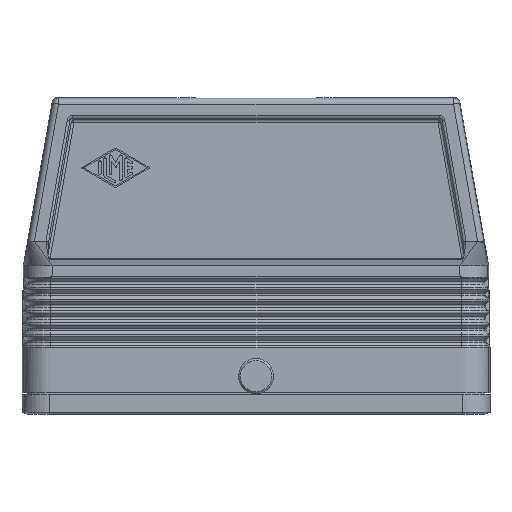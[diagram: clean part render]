
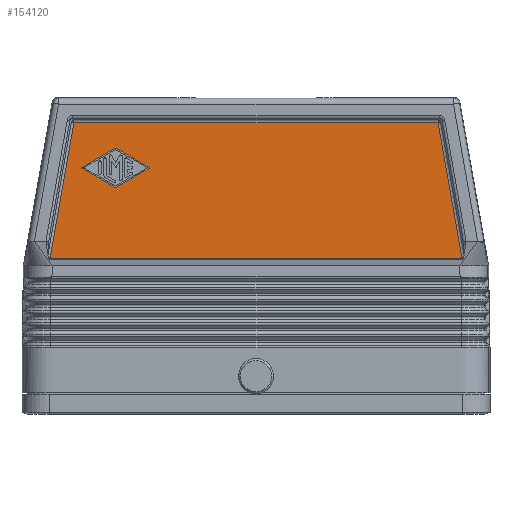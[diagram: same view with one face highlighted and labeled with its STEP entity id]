
A CAD part, left-side view. The second image highlights one B-rep face of the part: STEP entity #154120.
In plain terms, the highlighted planar face has unit normal (-1, 0, 0).
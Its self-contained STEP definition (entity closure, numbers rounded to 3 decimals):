
#26140=CARTESIAN_POINT('',(374.083,-12.317,
48.893));
#26150=DIRECTION('',(1.,0.,0.));
#26160=DIRECTION('',(0.,1.,0.));
#26170=AXIS2_PLACEMENT_3D('',#26140,#26150,#26160);
#26180=PLANE('',#26170);
#145780=CARTESIAN_POINT('',(374.083,83.225,
34.925));
#145790=VERTEX_POINT('',#145780);
#145820=CARTESIAN_POINT('',(374.083,-2.633,
34.925));
#145830=DIRECTION('',(0.,-1.,0.));
#145840=VECTOR('',#145830,1.);
#145850=LINE('',#145820,#145840);
#145860=CARTESIAN_POINT('',(374.083,-22.413,
34.925));
#145870=VERTEX_POINT('',#145860);
#145880=EDGE_CURVE('',#145790,#145870,#145850,.T.);
#150260=CARTESIAN_POINT('',(374.083,-16.265,
69.818));
#150270=VERTEX_POINT('',#150260);
#151190=CARTESIAN_POINT('',(374.083,-26.411,
12.233));
#151200=DIRECTION('',(0.,-0.174,-0.985));
#151210=VECTOR('',#151200,1.);
#151220=LINE('',#151190,#151210);
#151230=EDGE_CURVE('',#150270,#145870,#151220,.T.);
#153240=ORIENTED_EDGE('',*,*,#145880,.T.);
#153250=CARTESIAN_POINT('',(374.083,87.223,
12.233));
#153260=DIRECTION('',(0.,0.174,-0.985));
#153270=VECTOR('',#153260,1.);
#153280=LINE('',#153250,#153270);
#153290=CARTESIAN_POINT('',(374.083,77.078,
69.818));
#153300=VERTEX_POINT('',#153290);
#153310=EDGE_CURVE('',#153300,#145790,#153280,.T.);
#153320=ORIENTED_EDGE('',*,*,#153310,.T.);
#153330=CARTESIAN_POINT('',(374.083,70.873,
69.818));
#153340=DIRECTION('',(0.,1.,0.));
#153350=VECTOR('',#153340,1.);
#153360=LINE('',#153330,#153350);
#153370=EDGE_CURVE('',#150270,#153300,#153360,.T.);
#153380=ORIENTED_EDGE('',*,*,#153370,.T.);
#153390=ORIENTED_EDGE('',*,*,#151230,.F.);
#153400=EDGE_LOOP('',(#153390,#153380,#153320,#153240));
#153410=FACE_OUTER_BOUND('',#153400,.T.);
#153420=CARTESIAN_POINT('',(374.083,44.373,
75.877));
#153430=DIRECTION('',(0.,0.868,-0.496));
#153440=VECTOR('',#153430,1.);
#153450=LINE('',#153420,#153440);
#153460=CARTESIAN_POINT('',(374.083,66.572,
63.188));
#153470=VERTEX_POINT('',#153460);
#153480=CARTESIAN_POINT('',(374.083,74.988,
58.377));
#153490=VERTEX_POINT('',#153480);
#153500=EDGE_CURVE('',#153470,#153490,#153450,.T.);
#153510=ORIENTED_EDGE('',*,*,#153500,.F.);
#153520=CARTESIAN_POINT('',(374.083,74.905,
58.233));
#153530=DIRECTION('',(-1.,0.,0.));
#153540=DIRECTION('',(0.,-1.,0.));
#153550=AXIS2_PLACEMENT_3D('',#153520,#153530,#153540);
#153560=CIRCLE('',#153550,0.167);
#153570=CARTESIAN_POINT('',(374.083,74.988,
58.088));
#153580=VERTEX_POINT('',#153570);
#153590=EDGE_CURVE('',#153490,#153580,#153560,.T.);
#153600=ORIENTED_EDGE('',*,*,#153590,.F.);
#153610=CARTESIAN_POINT('',(374.083,44.373,
40.588));
#153620=DIRECTION('',(0.,-0.868,-0.496));
#153630=VECTOR('',#153620,1.);
#153640=LINE('',#153610,#153630);
#153650=CARTESIAN_POINT('',(374.083,66.572,
53.277));
#153660=VERTEX_POINT('',#153650);
#153670=EDGE_CURVE('',#153580,#153660,#153640,.T.);
#153680=ORIENTED_EDGE('',*,*,#153670,.F.);
#153690=CARTESIAN_POINT('',(374.083,66.406,
53.566));
#153700=DIRECTION('',(-1.,0.,0.));
#153710=DIRECTION('',(0.,-1.,0.));
#153720=AXIS2_PLACEMENT_3D('',#153690,#153700,#153710);
#153730=CIRCLE('',#153720,0.333);
#153740=CARTESIAN_POINT('',(374.083,66.241,
53.277));
#153750=VERTEX_POINT('',#153740);
#153760=EDGE_CURVE('',#153660,#153750,#153730,.T.);
#153770=ORIENTED_EDGE('',*,*,#153760,.F.);
#153780=CARTESIAN_POINT('',(374.083,44.373,
65.777));
#153790=DIRECTION('',(0.,-0.868,0.496));
#153800=VECTOR('',#153790,1.);
#153810=LINE('',#153780,#153800);
#153820=CARTESIAN_POINT('',(374.083,57.824,
58.088));
#153830=VERTEX_POINT('',#153820);
#153840=EDGE_CURVE('',#153750,#153830,#153810,.T.);
#153850=ORIENTED_EDGE('',*,*,#153840,.F.);
#153860=CARTESIAN_POINT('',(374.083,57.907,
58.233));
#153870=DIRECTION('',(-1.,0.,0.));
#153880=DIRECTION('',(0.,-1.,0.));
#153890=AXIS2_PLACEMENT_3D('',#153860,#153870,#153880);
#153900=CIRCLE('',#153890,0.167);
#153910=CARTESIAN_POINT('',(374.083,57.824,
58.377));
#153920=VERTEX_POINT('',#153910);
#153930=EDGE_CURVE('',#153830,#153920,#153900,.T.);
#153940=ORIENTED_EDGE('',*,*,#153930,.F.);
#153950=CARTESIAN_POINT('',(374.083,44.373,
50.688));
#153960=DIRECTION('',(0.,0.868,0.496));
#153970=VECTOR('',#153960,1.);
#153980=LINE('',#153950,#153970);
#153990=CARTESIAN_POINT('',(374.083,66.241,
63.188));
#154000=VERTEX_POINT('',#153990);
#154010=EDGE_CURVE('',#153920,#154000,#153980,.T.);
#154020=ORIENTED_EDGE('',*,*,#154010,.F.);
#154030=CARTESIAN_POINT('',(374.083,66.406,
62.899));
#154040=DIRECTION('',(-1.,0.,0.));
#154050=DIRECTION('',(0.,-1.,0.));
#154060=AXIS2_PLACEMENT_3D('',#154030,#154040,#154050);
#154070=CIRCLE('',#154060,0.333);
#154080=EDGE_CURVE('',#154000,#153470,#154070,.T.);
#154090=ORIENTED_EDGE('',*,*,#154080,.F.);
#154100=EDGE_LOOP('',(#154090,#154020,#153940,#153850,#153770,#153680,
#153600,#153510));
#154110=FACE_BOUND('',#154100,.T.);
#154120=ADVANCED_FACE('',(#153410,#154110),#26180,.F.);
